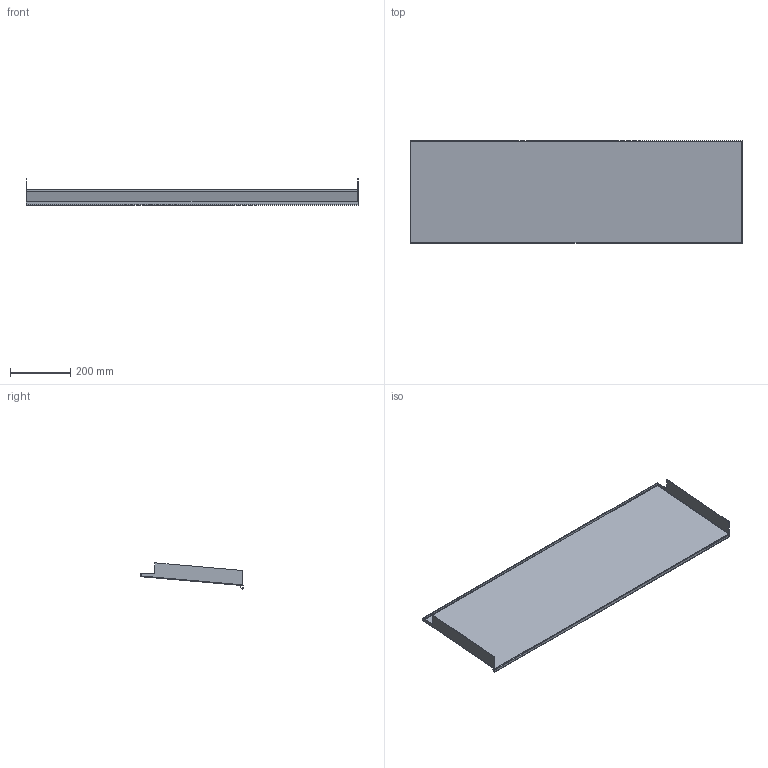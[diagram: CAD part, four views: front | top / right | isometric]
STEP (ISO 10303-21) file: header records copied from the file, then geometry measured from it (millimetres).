
FILE_DESCRIPTION(('FreeCAD Model'),'2;1');
FILE_NAME('Open CASCADE Shape Model','2021-10-06T20:16:23',('Author'),( ''),'Open CASCADE STEP processor 7.5','FreeCAD','Unknown');
FILE_SCHEMA(('AUTOMOTIVE_DESIGN { 1 0 10303 214 1 1 1 1 }'));
Length unit declared in the file: millimetre
Products named in the file (1): Body
Bounding box: 1103 x 340.41 x 87.64 mm (x, y, z)
Volume: 655879.6 mm3; surface area: 879172.7 mm2
Topology: 1 solids, 1 shells, 62 faces, 144 edges, 80 vertices
Faces by surface type: plane 48, cylinder 14
Entity records: 3597 total; most frequent: DIRECTION 585, CARTESIAN_POINT 581, LINE 380, VECTOR 380, ORIENTED_EDGE 288, PCURVE 288, DEFINITIONAL_REPRESENTATION 288, EDGE_CURVE 144
